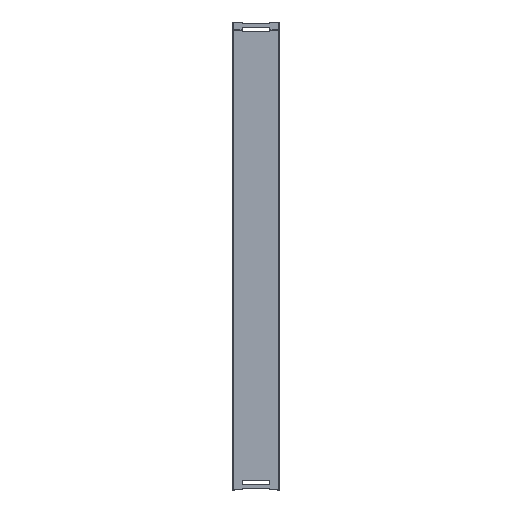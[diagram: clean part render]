
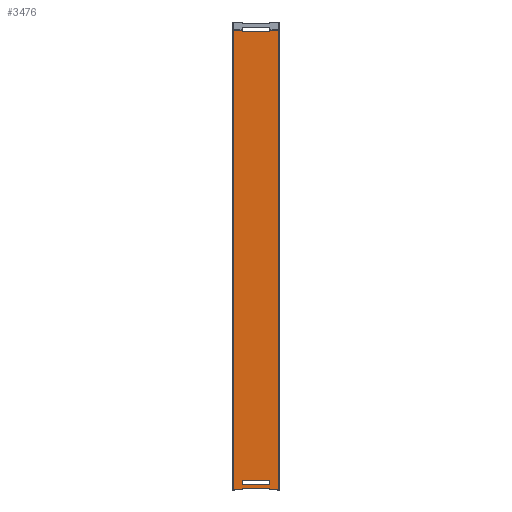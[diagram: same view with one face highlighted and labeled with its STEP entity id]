
A CAD part, front view. The second image highlights one B-rep face of the part: STEP entity #3476.
In plain terms, the highlighted planar face has unit normal (0, -1, 0).
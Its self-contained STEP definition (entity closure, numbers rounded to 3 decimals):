
#205=DIRECTION('',(-1.,0.,0.));
#206=VECTOR('',#205,176.);
#207=CARTESIAN_POINT('',(-12.,0.,38.13));
#208=LINE('',#207,#206);
#221=CARTESIAN_POINT('',(-188.,0.,10.708));
#222=DIRECTION('',(0.,-1.,0.));
#223=DIRECTION('',(0.,0.,1.));
#224=AXIS2_PLACEMENT_3D('',#221,#222,#223);
#226=DIRECTION('',(-0.707,0.,-0.707));
#227=VECTOR('',#226,4.243);
#228=CARTESIAN_POINT('',(-190.,0.,3.));
#229=LINE('',#228,#227);
#230=DIRECTION('',(0.,0.,-1.));
#231=VECTOR('',#230,2995.555);
#232=CARTESIAN_POINT('',(-248.,0.,2995.555));
#233=LINE('',#232,#231);
#234=DIRECTION('',(0.,0.,-1.));
#235=VECTOR('',#234,7.095);
#236=CARTESIAN_POINT('',(-190.,0.,2995.555));
#237=LINE('',#236,#235);
#238=DIRECTION('',(0.,0.,-1.));
#239=VECTOR('',#238,7.095);
#240=CARTESIAN_POINT('',(-10.,0.,2995.555));
#241=LINE('',#240,#239);
#242=DIRECTION('',(0.,0.,-1.));
#243=VECTOR('',#242,2995.555);
#244=CARTESIAN_POINT('',(48.,0.,2995.555));
#245=LINE('',#244,#243);
#246=DIRECTION('',(0.707,0.,-0.707));
#247=VECTOR('',#246,4.243);
#248=CARTESIAN_POINT('',(-10.,0.,3.));
#249=LINE('',#248,#247);
#250=CARTESIAN_POINT('',(-12.,0.,10.708));
#251=DIRECTION('',(0.,1.,0.));
#252=DIRECTION('',(0.,0.,1.));
#253=AXIS2_PLACEMENT_3D('',#250,#251,#252);
#255=DIRECTION('',(0.,0.,-1.));
#256=VECTOR('',#255,21.416);
#257=CARTESIAN_POINT('',(-190.,0.,61.546));
#258=LINE('',#257,#256);
#259=DIRECTION('',(0.,0.,-1.));
#260=VECTOR('',#259,21.416);
#261=CARTESIAN_POINT('',(-10.,0.,61.546));
#262=LINE('',#261,#260);
#267=DIRECTION('',(1.,0.,0.));
#268=VECTOR('',#267,176.);
#269=CARTESIAN_POINT('',(-188.,0.,12.708));
#270=LINE('',#269,#268);
#279=DIRECTION('',(0.,0.,1.));
#280=VECTOR('',#279,7.708);
#281=CARTESIAN_POINT('',(-190.,0.,3.));
#282=LINE('',#281,#280);
#318=DIRECTION('',(1.,0.,0.));
#319=VECTOR('',#318,55.);
#320=CARTESIAN_POINT('',(-248.,0.,0.));
#321=LINE('',#320,#319);
#434=CARTESIAN_POINT('',(-188.,0.,2988.46));
#435=DIRECTION('',(0.,-1.,0.));
#436=DIRECTION('',(-1.,0.,0.));
#437=AXIS2_PLACEMENT_3D('',#434,#435,#436);
#444=DIRECTION('',(-1.,0.,0.));
#445=VECTOR('',#444,176.);
#446=CARTESIAN_POINT('',(-12.,0.,2986.46));
#447=LINE('',#446,#445);
#465=CARTESIAN_POINT('',(-12.,0.,2988.46));
#466=DIRECTION('',(0.,1.,0.));
#467=DIRECTION('',(1.,0.,0.));
#468=AXIS2_PLACEMENT_3D('',#465,#466,#467);
#753=DIRECTION('',(-1.,0.,0.));
#754=VECTOR('',#753,55.);
#755=CARTESIAN_POINT('',(48.,0.,0.));
#756=LINE('',#755,#754);
#787=DIRECTION('',(0.,0.,1.));
#788=VECTOR('',#787,7.708);
#789=CARTESIAN_POINT('',(-10.,0.,3.));
#790=LINE('',#789,#788);
#828=DIRECTION('',(-1.,0.,0.));
#829=VECTOR('',#828,58.);
#830=CARTESIAN_POINT('',(48.,0.,2995.555));
#831=LINE('',#830,#829);
#1091=DIRECTION('',(1.,0.,0.));
#1092=VECTOR('',#1091,58.);
#1093=CARTESIAN_POINT('',(-248.,0.,
2995.555));
#1094=LINE('',#1093,#1092);
#2442=DIRECTION('',(1.,0.,0.));
#2443=VECTOR('',#2442,176.);
#2444=CARTESIAN_POINT('',(-188.,0.,63.546));
#2445=LINE('',#2444,#2443);
#2450=CARTESIAN_POINT('',(-188.,0.,61.546));
#2451=DIRECTION('',(0.,-1.,0.));
#2452=DIRECTION('',(0.,0.,1.));
#2453=AXIS2_PLACEMENT_3D('',#2450,#2451,#2452);
#2468=CARTESIAN_POINT('',(-188.,0.,40.13));
#2469=DIRECTION('',(0.,-1.,0.));
#2470=DIRECTION('',(-1.,0.,0.));
#2471=AXIS2_PLACEMENT_3D('',#2468,#2469,#2470);
#2483=CARTESIAN_POINT('',(-12.,0.,61.546));
#2484=DIRECTION('',(0.,1.,0.));
#2485=DIRECTION('',(0.,0.,1.));
#2486=AXIS2_PLACEMENT_3D('',#2483,#2484,#2485);
#2501=CARTESIAN_POINT('',(-12.,0.,40.13));
#2502=DIRECTION('',(0.,1.,0.));
#2503=DIRECTION('',(1.,0.,0.));
#2504=AXIS2_PLACEMENT_3D('',#2501,#2502,#2503);
#2706=CARTESIAN_POINT('',(48.,0.,0.));
#2707=VERTEX_POINT('',#2706);
#2746=CARTESIAN_POINT('',(48.,0.,2995.555));
#2747=VERTEX_POINT('',#2746);
#2767=CARTESIAN_POINT('',(-10.,0.,3.));
#2768=CARTESIAN_POINT('',(-10.,0.,10.708));
#2769=VERTEX_POINT('',#2767);
#2770=VERTEX_POINT('',#2768);
#2771=CARTESIAN_POINT('',(-7.,0.,0.));
#2772=VERTEX_POINT('',#2771);
#2773=CARTESIAN_POINT('',(-12.,0.,12.708));
#2774=VERTEX_POINT('',#2773);
#2806=CARTESIAN_POINT('',(-10.,0.,2995.555));
#2808=VERTEX_POINT('',#2806);
#2814=CARTESIAN_POINT('',(-12.,0.,2986.46));
#2816=VERTEX_POINT('',#2814);
#2818=CARTESIAN_POINT('',(-10.,0.,2988.46));
#2820=VERTEX_POINT('',#2818);
#2830=CARTESIAN_POINT('',(-12.,0.,38.13));
#2832=VERTEX_POINT('',#2830);
#2834=CARTESIAN_POINT('',(-10.,0.,40.13));
#2836=VERTEX_POINT('',#2834);
#2838=CARTESIAN_POINT('',(-10.,0.,61.546));
#2840=VERTEX_POINT('',#2838);
#2842=CARTESIAN_POINT('',(-12.,0.,63.546));
#2844=VERTEX_POINT('',#2842);
#3017=CARTESIAN_POINT('',(-248.,0.,0.));
#3018=VERTEX_POINT('',#3017);
#3053=CARTESIAN_POINT('',(-248.,0.,2995.555));
#3054=VERTEX_POINT('',#3053);
#3074=CARTESIAN_POINT('',(-190.,0.,3.));
#3075=CARTESIAN_POINT('',(-190.,0.,10.708));
#3076=VERTEX_POINT('',#3074);
#3077=VERTEX_POINT('',#3075);
#3078=CARTESIAN_POINT('',(-193.,0.,0.));
#3079=VERTEX_POINT('',#3078);
#3080=CARTESIAN_POINT('',(-188.,0.,12.708));
#3081=VERTEX_POINT('',#3080);
#3113=CARTESIAN_POINT('',(-190.,0.,2995.555));
#3115=VERTEX_POINT('',#3113);
#3121=CARTESIAN_POINT('',(-188.,0.,2986.46));
#3123=VERTEX_POINT('',#3121);
#3125=CARTESIAN_POINT('',(-190.,0.,2988.46));
#3127=VERTEX_POINT('',#3125);
#3137=CARTESIAN_POINT('',(-188.,0.,38.13));
#3139=VERTEX_POINT('',#3137);
#3141=CARTESIAN_POINT('',(-190.,0.,40.13));
#3143=VERTEX_POINT('',#3141);
#3145=CARTESIAN_POINT('',(-190.,0.,61.546));
#3147=VERTEX_POINT('',#3145);
#3149=CARTESIAN_POINT('',(-188.,0.,63.546));
#3151=VERTEX_POINT('',#3149);
#3416=CARTESIAN_POINT('',(0.,0.,3050.));
#3417=DIRECTION('',(0.,1.,0.));
#3418=DIRECTION('',(-1.,0.,0.));
#3419=AXIS2_PLACEMENT_3D('',#3416,#3417,#3418);
#3420=PLANE('',#3419);
#3422=ORIENTED_EDGE('',*,*,#3421,.F.);
#3424=ORIENTED_EDGE('',*,*,#3423,.T.);
#3426=ORIENTED_EDGE('',*,*,#3425,.F.);
#3428=ORIENTED_EDGE('',*,*,#3427,.T.);
#3430=ORIENTED_EDGE('',*,*,#3429,.F.);
#3432=ORIENTED_EDGE('',*,*,#3431,.F.);
#3434=ORIENTED_EDGE('',*,*,#3433,.T.);
#3436=ORIENTED_EDGE('',*,*,#3435,.T.);
#3438=ORIENTED_EDGE('',*,*,#3437,.T.);
#3440=ORIENTED_EDGE('',*,*,#3439,.F.);
#3442=ORIENTED_EDGE('',*,*,#3441,.F.);
#3444=ORIENTED_EDGE('',*,*,#3443,.F.);
#3446=ORIENTED_EDGE('',*,*,#3445,.F.);
#3448=ORIENTED_EDGE('',*,*,#3447,.T.);
#3450=ORIENTED_EDGE('',*,*,#3449,.T.);
#3452=ORIENTED_EDGE('',*,*,#3451,.F.);
#3454=ORIENTED_EDGE('',*,*,#3453,.T.);
#3456=ORIENTED_EDGE('',*,*,#3455,.F.);
#3457=EDGE_LOOP('',(#3422,#3424,#3426,#3428,#3430,#3432,#3434,#3436,#3438,#3440,
#3442,#3444,#3446,#3448,#3450,#3452,#3454,#3456));
#3458=FACE_OUTER_BOUND('',#3457,.F.);
#3460=ORIENTED_EDGE('',*,*,#3459,.F.);
#3462=ORIENTED_EDGE('',*,*,#3461,.T.);
#3464=ORIENTED_EDGE('',*,*,#3463,.T.);
#3466=ORIENTED_EDGE('',*,*,#3465,.T.);
#3467=ORIENTED_EDGE('',*,*,#3406,.F.);
#3469=ORIENTED_EDGE('',*,*,#3468,.F.);
#3471=ORIENTED_EDGE('',*,*,#3470,.F.);
#3473=ORIENTED_EDGE('',*,*,#3472,.F.);
#3474=EDGE_LOOP('',(#3460,#3462,#3464,#3466,#3467,#3469,#3471,#3473));
#3475=FACE_BOUND('',#3474,.F.);
#3476=ADVANCED_FACE('',(#3458,#3475),#3420,.F.);
#225=CIRCLE('',#224,2.);
#254=CIRCLE('',#253,2.);
#438=CIRCLE('',#437,2.);
#469=CIRCLE('',#468,2.);
#2454=CIRCLE('',#2453,2.);
#2472=CIRCLE('',#2471,2.);
#2487=CIRCLE('',#2486,2.);
#2505=CIRCLE('',#2504,2.);
#3406=EDGE_CURVE('',#2832,#3139,#208,.T.);
#3421=EDGE_CURVE('',#3081,#2774,#270,.T.);
#3423=EDGE_CURVE('',#3081,#3077,#225,.T.);
#3425=EDGE_CURVE('',#3076,#3077,#282,.T.);
#3427=EDGE_CURVE('',#3076,#3079,#229,.T.);
#3429=EDGE_CURVE('',#3018,#3079,#321,.T.);
#3431=EDGE_CURVE('',#3054,#3018,#233,.T.);
#3433=EDGE_CURVE('',#3054,#3115,#1094,.T.);
#3435=EDGE_CURVE('',#3115,#3127,#237,.T.);
#3437=EDGE_CURVE('',#3127,#3123,#438,.T.);
#3439=EDGE_CURVE('',#2816,#3123,#447,.T.);
#3441=EDGE_CURVE('',#2820,#2816,#469,.T.);
#3443=EDGE_CURVE('',#2808,#2820,#241,.T.);
#3445=EDGE_CURVE('',#2747,#2808,#831,.T.);
#3447=EDGE_CURVE('',#2747,#2707,#245,.T.);
#3449=EDGE_CURVE('',#2707,#2772,#756,.T.);
#3451=EDGE_CURVE('',#2769,#2772,#249,.T.);
#3453=EDGE_CURVE('',#2769,#2770,#790,.T.);
#3455=EDGE_CURVE('',#2774,#2770,#254,.T.);
#3459=EDGE_CURVE('',#3151,#2844,#2445,.T.);
#3461=EDGE_CURVE('',#3151,#3147,#2454,.T.);
#3463=EDGE_CURVE('',#3147,#3143,#258,.T.);
#3465=EDGE_CURVE('',#3143,#3139,#2472,.T.);
#3468=EDGE_CURVE('',#2836,#2832,#2505,.T.);
#3470=EDGE_CURVE('',#2840,#2836,#262,.T.);
#3472=EDGE_CURVE('',#2844,#2840,#2487,.T.);
